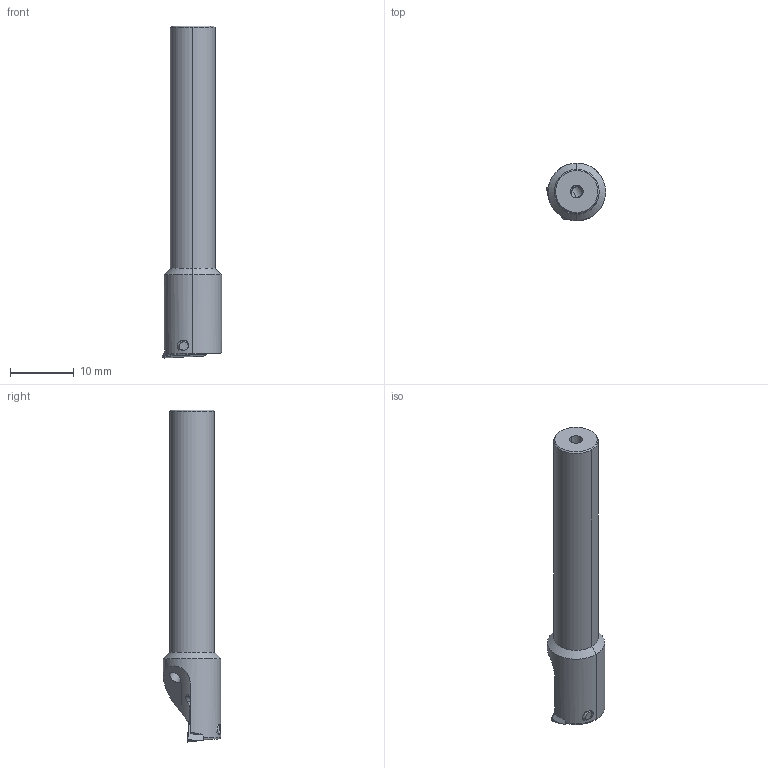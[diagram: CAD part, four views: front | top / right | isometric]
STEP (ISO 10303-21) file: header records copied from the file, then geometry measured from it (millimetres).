
FILE_DESCRIPTION(('no description'),'unknown implementation level');
FILE_NAME('3656678B-D277-47A8-A8C5-2289FCF8EC32_export.stp',' ',('CIMSOURCE GmbH'),('CADClick - KiM GmbH - www.kimweb.de'),'unknown preprocess','ACIS','unknown authorization');
FILE_SCHEMA(('automotive_design'));
Length unit declared in the file: millimetre
Products named in the file (4): 615.509 Kaiser E10 TP07 X D7 X 52HM|694.103 Kaiser ETL M2x4.8 T6 IP 10S;Kreismuster1; 615.509 Kaiser E10 TP07 X D7 X 52HM|651.735 Kaiser TPGT 070203 K10C;Kombinieren1; 615.509 Kaiser E10 TP07 X D7 X 52HM|615.509 Kaiser E10 TP07 X D7 X 52HM-1;Fase1; 615.509 Kaiser E10 TP07 X D7 X 52HM|615.509 Kaiser E10 TP07 X D7 X 52HM;<N016.01 (TP 0702) PLS rechts Freistellung links>-<<0640.020>-<Schnitt-Linear austragen1>>
Bounding box: 9.25 x 9 x 51.89 mm (x, y, z)
Volume: 1961.2 mm3; surface area: 1793.7 mm2
Topology: 4 solids, 4 shells, 121 faces, 300 edges, 178 vertices
Faces by surface type: cylinder 40, cone 38, plane 33, torus 10
Entity records: 7055 total; most frequent: CARTESIAN_POINT 802, DIRECTION 635, STYLED_ITEM 593, PRESENTATION_STYLE_ASSIGNMENT 593, COLOUR_RGB 593, ORIENTED_EDGE 580, EDGE_CURVE 290, CURVE_STYLE 290
